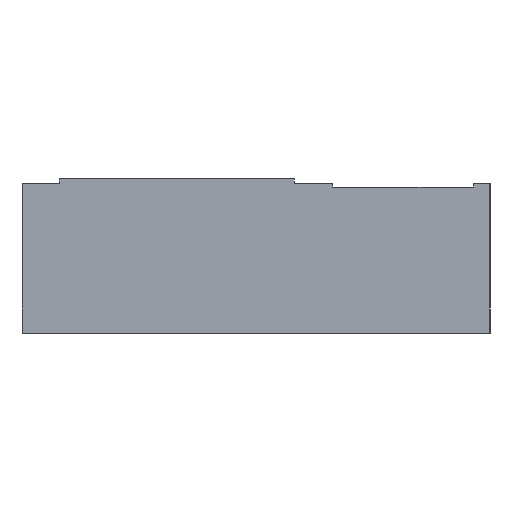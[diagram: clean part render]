
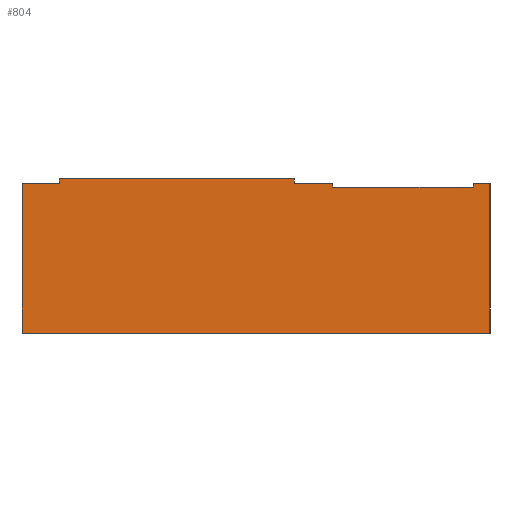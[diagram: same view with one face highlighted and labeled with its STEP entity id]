
A CAD part, left-side view. The second image highlights one B-rep face of the part: STEP entity #804.
In plain terms, the highlighted planar face has unit normal (-1, 0, 0).
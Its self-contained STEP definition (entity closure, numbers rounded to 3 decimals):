
#44=DIRECTION('',(0.,-1.,0.));
#45=VECTOR('',#44,2.);
#46=CARTESIAN_POINT('',(0.,0.,-0.24));
#47=LINE('',#46,#45);
#52=DIRECTION('',(0.,0.,-1.));
#53=VECTOR('',#52,0.24);
#54=CARTESIAN_POINT('',(0.,-2.,0.));
#55=LINE('',#54,#53);
#59=DIRECTION('',(0.,1.,0.));
#60=VECTOR('',#59,12.55);
#61=CARTESIAN_POINT('',(0.,-14.55,0.));
#62=LINE('',#61,#60);
#66=DIRECTION('',(0.,0.,1.));
#67=VECTOR('',#66,0.24);
#68=CARTESIAN_POINT('',(0.,-14.55,-0.24));
#69=LINE('',#68,#67);
#73=DIRECTION('',(0.,-1.,0.));
#74=VECTOR('',#73,2.05);
#75=CARTESIAN_POINT('',(0.,-14.55,-0.24));
#76=LINE('',#75,#74);
#80=DIRECTION('',(0.,0.,-1.));
#81=VECTOR('',#80,0.2);
#82=CARTESIAN_POINT('',(0.,-16.6,-0.24));
#83=LINE('',#82,#81);
#87=DIRECTION('',(0.,-1.,0.));
#88=VECTOR('',#87,7.5);
#89=CARTESIAN_POINT('',(0.,-16.6,-0.44));
#90=LINE('',#89,#88);
#94=DIRECTION('',(0.,0.,1.));
#95=VECTOR('',#94,0.2);
#96=CARTESIAN_POINT('',(0.,-24.1,-0.44));
#97=LINE('',#96,#95);
#101=DIRECTION('',(0.,-1.,0.));
#102=VECTOR('',#101,0.9);
#103=CARTESIAN_POINT('',(0.,-24.1,-0.24));
#104=LINE('',#103,#102);
#108=DIRECTION('',(0.,0.,-1.));
#109=VECTOR('',#108,8.);
#110=CARTESIAN_POINT('',(0.,-25.,-0.24));
#111=LINE('',#110,#109);
#115=DIRECTION('',(0.,1.,0.));
#116=VECTOR('',#115,25.);
#117=CARTESIAN_POINT('',(0.,-25.,-8.24));
#118=LINE('',#117,#116);
#122=DIRECTION('',(0.,0.,1.));
#123=VECTOR('',#122,8.);
#124=CARTESIAN_POINT('',(0.,0.,-8.24));
#125=LINE('',#124,#123);
#661=CARTESIAN_POINT('',(0.,0.,-8.24));
#662=CARTESIAN_POINT('',(0.,0.,-0.24));
#663=VERTEX_POINT('',#661);
#664=VERTEX_POINT('',#662);
#665=CARTESIAN_POINT('',(0.,-25.,-8.24));
#666=VERTEX_POINT('',#665);
#667=CARTESIAN_POINT('',(0.,-25.,-0.24));
#668=VERTEX_POINT('',#667);
#669=CARTESIAN_POINT('',(0.,-24.1,-0.24));
#670=VERTEX_POINT('',#669);
#671=CARTESIAN_POINT('',(0.,-24.1,-0.44));
#672=VERTEX_POINT('',#671);
#673=CARTESIAN_POINT('',(0.,-16.6,-0.44));
#674=VERTEX_POINT('',#673);
#675=CARTESIAN_POINT('',(0.,-16.6,-0.24));
#676=VERTEX_POINT('',#675);
#693=CARTESIAN_POINT('',(0.,-14.55,0.));
#694=CARTESIAN_POINT('',(0.,-2.,0.));
#695=VERTEX_POINT('',#693);
#696=VERTEX_POINT('',#694);
#702=CARTESIAN_POINT('',(0.,-14.55,-0.24));
#704=VERTEX_POINT('',#702);
#706=CARTESIAN_POINT('',(0.,-2.,-0.24));
#708=VERTEX_POINT('',#706);
#773=CARTESIAN_POINT('',(0.,0.,0.));
#774=DIRECTION('',(-1.,0.,0.));
#775=DIRECTION('',(0.,-1.,0.));
#776=AXIS2_PLACEMENT_3D('',#773,#774,#775);
#777=PLANE('',#776);
#779=ORIENTED_EDGE('',*,*,#778,.T.);
#781=ORIENTED_EDGE('',*,*,#780,.F.);
#783=ORIENTED_EDGE('',*,*,#782,.F.);
#785=ORIENTED_EDGE('',*,*,#784,.F.);
#787=ORIENTED_EDGE('',*,*,#786,.T.);
#789=ORIENTED_EDGE('',*,*,#788,.T.);
#791=ORIENTED_EDGE('',*,*,#790,.T.);
#793=ORIENTED_EDGE('',*,*,#792,.T.);
#795=ORIENTED_EDGE('',*,*,#794,.T.);
#797=ORIENTED_EDGE('',*,*,#796,.T.);
#799=ORIENTED_EDGE('',*,*,#798,.T.);
#801=ORIENTED_EDGE('',*,*,#800,.T.);
#802=EDGE_LOOP('',(#779,#781,#783,#785,#787,#789,#791,#793,#795,#797,#799,
#801));
#803=FACE_OUTER_BOUND('',#802,.F.);
#778=EDGE_CURVE('',#664,#708,#47,.T.);
#780=EDGE_CURVE('',#696,#708,#55,.T.);
#782=EDGE_CURVE('',#695,#696,#62,.T.);
#784=EDGE_CURVE('',#704,#695,#69,.T.);
#786=EDGE_CURVE('',#704,#676,#76,.T.);
#788=EDGE_CURVE('',#676,#674,#83,.T.);
#790=EDGE_CURVE('',#674,#672,#90,.T.);
#792=EDGE_CURVE('',#672,#670,#97,.T.);
#794=EDGE_CURVE('',#670,#668,#104,.T.);
#796=EDGE_CURVE('',#668,#666,#111,.T.);
#798=EDGE_CURVE('',#666,#663,#118,.T.);
#800=EDGE_CURVE('',#663,#664,#125,.T.);
#804=ADVANCED_FACE('',(#803),#777,.T.);
